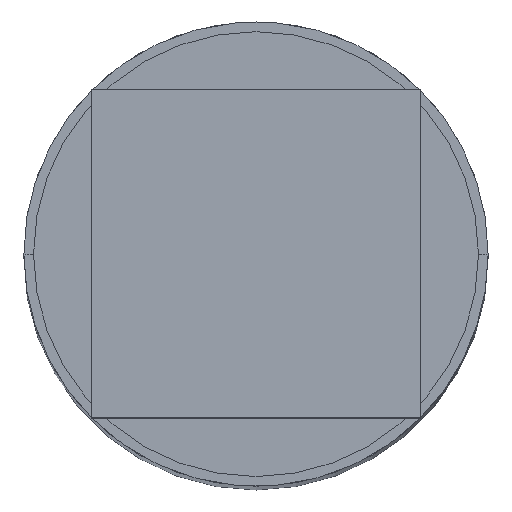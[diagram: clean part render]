
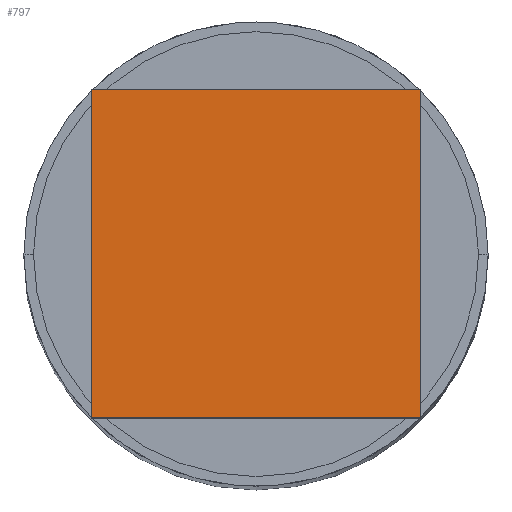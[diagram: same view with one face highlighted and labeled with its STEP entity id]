
A CAD part, top view. The second image highlights one B-rep face of the part: STEP entity #797.
In plain terms, the highlighted planar face has unit normal (0, 0, 1).
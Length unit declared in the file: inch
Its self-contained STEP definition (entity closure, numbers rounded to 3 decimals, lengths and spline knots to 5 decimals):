
#577=CARTESIAN_POINT('',(0.53125,0.52941,8.125));
#578=VERTEX_POINT('',#577);
#585=CARTESIAN_POINT('',(0.53125,-0.52941,8.125));
#586=VERTEX_POINT('',#585);
#587=CARTESIAN_POINT('',(0.53125,0.52941,8.125));
#588=DIRECTION('',(0.0,-1.0,0.0));
#589=VECTOR('',#588,1.05882);
#590=LINE('',#587,#589);
#591=EDGE_CURVE('',#578,#586,#590,.T.);
#608=CARTESIAN_POINT('',(0.52941,-0.53125,8.125));
#609=VERTEX_POINT('',#608);
#610=CARTESIAN_POINT('',(0.0,0.0,8.125));
#611=DIRECTION('',(0.0,0.0,1.0));
#612=DIRECTION('',(1.0,0.0,0.0));
#613=AXIS2_PLACEMENT_3D('',#610,#611,#612);
#614=CIRCLE('',#613,0.75);
#615=EDGE_CURVE('',#609,#586,#614,.T.);
#634=CARTESIAN_POINT('',(0.52941,0.53125,8.125));
#635=VERTEX_POINT('',#634);
#642=CARTESIAN_POINT('',(0.0,0.0,8.125));
#643=DIRECTION('',(0.0,0.0,1.0));
#644=DIRECTION('',(1.0,0.0,0.0));
#645=AXIS2_PLACEMENT_3D('',#642,#643,#644);
#646=CIRCLE('',#645,0.75);
#647=EDGE_CURVE('',#578,#635,#646,.T.);
#663=CARTESIAN_POINT('',(-0.53125,-0.52941,8.125));
#664=VERTEX_POINT('',#663);
#671=CARTESIAN_POINT('',(-0.53125,0.52941,8.125));
#672=VERTEX_POINT('',#671);
#673=CARTESIAN_POINT('',(-0.53125,-0.52941,8.125));
#674=DIRECTION('',(0.0,1.0,0.0));
#675=VECTOR('',#674,1.05882);
#676=LINE('',#673,#675);
#677=EDGE_CURVE('',#664,#672,#676,.T.);
#694=CARTESIAN_POINT('',(-0.52941,0.53125,8.125));
#695=VERTEX_POINT('',#694);
#696=CARTESIAN_POINT('',(0.0,0.0,8.125));
#697=DIRECTION('',(0.0,0.0,1.0));
#698=DIRECTION('',(1.0,0.0,0.0));
#699=AXIS2_PLACEMENT_3D('',#696,#697,#698);
#700=CIRCLE('',#699,0.75);
#701=EDGE_CURVE('',#695,#672,#700,.T.);
#720=CARTESIAN_POINT('',(-0.52941,-0.53125,8.125));
#721=VERTEX_POINT('',#720);
#728=CARTESIAN_POINT('',(0.0,0.0,8.125));
#729=DIRECTION('',(0.0,0.0,1.0));
#730=DIRECTION('',(1.0,0.0,0.0));
#731=AXIS2_PLACEMENT_3D('',#728,#729,#730);
#732=CIRCLE('',#731,0.75);
#733=EDGE_CURVE('',#664,#721,#732,.T.);
#751=CARTESIAN_POINT('',(-0.52941,0.53125,8.125));
#752=DIRECTION('',(1.0,0.0,0.0));
#753=VECTOR('',#752,1.05882);
#754=LINE('',#751,#753);
#755=EDGE_CURVE('',#695,#635,#754,.T.);
#772=CARTESIAN_POINT('',(0.52941,-0.53125,8.125));
#773=DIRECTION('',(-1.0,0.0,0.0));
#774=VECTOR('',#773,1.05882);
#775=LINE('',#772,#774);
#776=EDGE_CURVE('',#609,#721,#775,.T.);
#782=CARTESIAN_POINT('',(0.0,0.0,8.125));
#783=DIRECTION('',(0.0,0.0,1.0));
#784=DIRECTION('',(1.0,0.0,0.0));
#785=AXIS2_PLACEMENT_3D('',#782,#783,#784);
#786=PLANE('',#785);
#787=ORIENTED_EDGE('',*,*,#591,.F.);
#788=ORIENTED_EDGE('',*,*,#647,.T.);
#789=ORIENTED_EDGE('',*,*,#755,.F.);
#790=ORIENTED_EDGE('',*,*,#701,.T.);
#791=ORIENTED_EDGE('',*,*,#677,.F.);
#792=ORIENTED_EDGE('',*,*,#733,.T.);
#793=ORIENTED_EDGE('',*,*,#776,.F.);
#794=ORIENTED_EDGE('',*,*,#615,.T.);
#795=EDGE_LOOP('',(#787,#788,#789,#790,#791,#792,#793,#794));
#796=FACE_OUTER_BOUND('',#795,.T.);
#797=ADVANCED_FACE('',(#796),#786,.T.);
